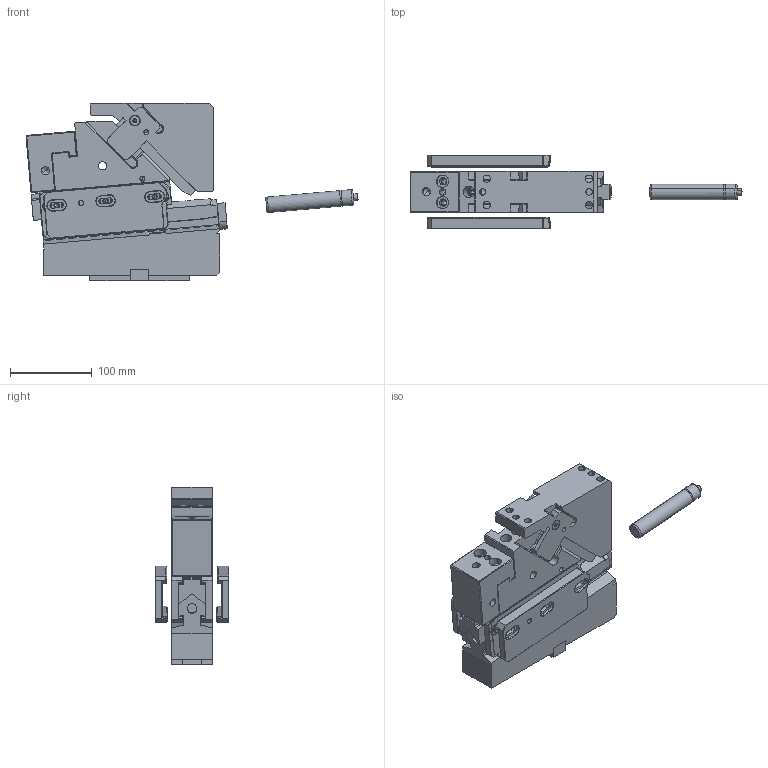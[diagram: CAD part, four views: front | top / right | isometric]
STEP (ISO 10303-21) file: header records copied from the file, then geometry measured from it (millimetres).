
FILE_DESCRIPTION(('CATIA V5 STEP Exchange','CAx-IF Rec.Pracs.--- Model Styling and Organization---1.4--- 2014-01-23'),'2;1');
FILE_NAME('HS_BS_UT_0050_05__IND_08__22512_28401__SCHIEBERADAPTER_PART__2020_12_01.stp','2020-12-01T11:54:10+00:00',('none'),('none'),'CATIA Version 5-6 Release 2018 SP3 HF13','CATIA V5 STEP AP203 WITH EXTENSIONS','none');
FILE_SCHEMA(('CONFIG_CONTROL_DESIGN','SHAPE_APPEARANCE_LAYER_MIM'));
Length unit declared in the file: millimetre
Products named in the file (1): HS_BS_UT_0050_05__IND_08__22512_28401__SCHIEBERADAPTER_PART__2020_12_01
Bounding box: 405.29 x 90 x 217 mm (x, y, z)
Volume: 2203488.3 mm3; surface area: 418572 mm2
Topology: 9 solids, 15 shells, 1496 faces, 3759 edges, 2305 vertices
Faces by surface type: plane 651, cylinder 545, cone 214, torus 80, sphere 6
Entity records: 42170 total; most frequent: CARTESIAN_POINT 9067, ORIENTED_EDGE 7348, DIRECTION 5566, EDGE_CURVE 3674, AXIS2_PLACEMENT_3D 2342, VERTEX_POINT 2301, VECTOR 2138, LINE 2138
